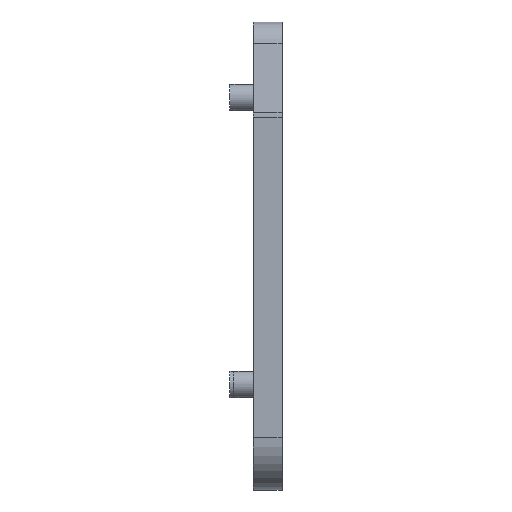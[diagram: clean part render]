
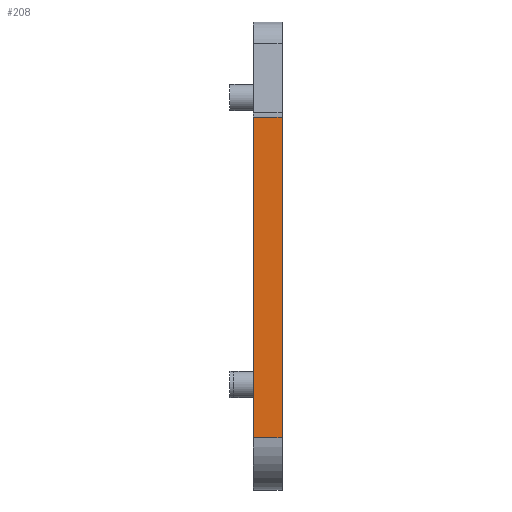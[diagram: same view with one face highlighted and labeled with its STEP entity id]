
A CAD part, left-side view. The second image highlights one B-rep face of the part: STEP entity #208.
In plain terms, the highlighted planar face has unit normal (-1, 0, 0).
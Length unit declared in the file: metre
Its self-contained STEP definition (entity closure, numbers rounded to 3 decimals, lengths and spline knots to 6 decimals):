
#208 = ADVANCED_FACE( '', ( #424 ), #425, .T. );
#424 = FACE_OUTER_BOUND( '', #637, .T. );
#425 = PLANE( '', #638 );
#637 = EDGE_LOOP( '', ( #1176, #1177, #1178, #1179 ) );
#638 = AXIS2_PLACEMENT_3D( '', #1180, #1181, #1182 );
#1176 = ORIENTED_EDGE( '', *, *, #1473, .F. );
#1177 = ORIENTED_EDGE( '', *, *, #1385, .T. );
#1178 = ORIENTED_EDGE( '', *, *, #1461, .T. );
#1179 = ORIENTED_EDGE( '', *, *, #1432, .T. );
#1180 = CARTESIAN_POINT( '', ( -0.04515, 0.0022, 0.013965 ) );
#1181 = DIRECTION( '', ( -1., 0., 0. ) );
#1182 = DIRECTION( '', ( 0., 0., 1. ) );
#1385 = EDGE_CURVE( '', #1700, #1698, #1701, .T. );
#1432 = EDGE_CURVE( '', #1764, #1762, #1765, .T. );
#1461 = EDGE_CURVE( '', #1698, #1764, #1799, .T. );
#1473 = EDGE_CURVE( '', #1700, #1762, #1811, .T. );
#1698 = VERTEX_POINT( '', #2120 );
#1700 = VERTEX_POINT( '', #2122 );
#1701 = LINE( '', #2123, #2124 );
#1762 = VERTEX_POINT( '', #2209 );
#1764 = VERTEX_POINT( '', #2211 );
#1765 = LINE( '', #2212, #2213 );
#1799 = LINE( '', #2263, #2264 );
#1811 = LINE( '', #2278, #2279 );
#2120 = CARTESIAN_POINT( '', ( -0.04515, 0.0022, 0.01379 ) );
#2122 = CARTESIAN_POINT( '', ( -0.04515, 0., 0.01379 ) );
#2123 = CARTESIAN_POINT( '', ( -0.04515, 0.0022, 0.01379 ) );
#2124 = VECTOR( '', #2430, 1. );
#2209 = CARTESIAN_POINT( '', ( -0.04515, 0., -0.0108 ) );
#2211 = CARTESIAN_POINT( '', ( -0.04515, 0.0022, -0.0108 ) );
#2212 = CARTESIAN_POINT( '', ( -0.04515, 0.0022, -0.0108 ) );
#2213 = VECTOR( '', #2479, 1. );
#2263 = CARTESIAN_POINT( '', ( -0.04515, 0.0022, 0.013965 ) );
#2264 = VECTOR( '', #2508, 1. );
#2278 = CARTESIAN_POINT( '', ( -0.04515, 0., 0.013965 ) );
#2279 = VECTOR( '', #2517, 1. );
#2430 = DIRECTION( '', ( 0., 1., 0. ) );
#2479 = DIRECTION( '', ( 0., -1., 0. ) );
#2508 = DIRECTION( '', ( 0., 0., -1. ) );
#2517 = DIRECTION( '', ( 0., 0., -1. ) );
